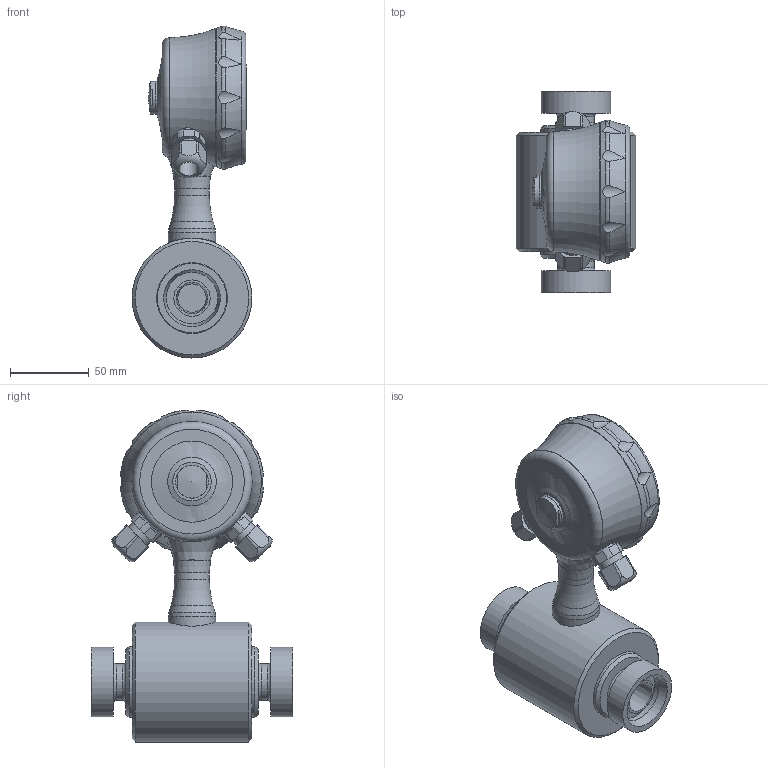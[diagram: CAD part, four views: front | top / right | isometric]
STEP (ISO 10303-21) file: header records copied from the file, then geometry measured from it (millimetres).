
FILE_DESCRIPTION( ( 'Unknown' ), '1' );
FILE_NAME( 'PF75H5xxxxxxx03x1E32xx2xxx0x0.stp', 'Unknown', ( 'Unknown' ), ( 'Unknown' ), 'PSStep 19.0.9', 'Unknown', ' ' );
FILE_SCHEMA( ( 'AUTOMOTIVE_DESIGN { 1 0 10303 214 1 1 1 1 }' ) );
Length unit declared in the file: millimetre
Products named in the file (1): Unterteil_PF75H_DIN_11851_DN20
Bounding box: 76.1 x 128 x 210.87 mm (x, y, z)
Volume: 699069.3 mm3; surface area: 86537.3 mm2
Topology: 1 solids, 16 shells, 522 faces, 1358 edges, 894 vertices
Faces by surface type: plane 264, cylinder 149, torus 41, cone 35, bspline 21, extrusion 4, revolution 4, sphere 4
Full cylindrical faces by diameter (mm): 3 x1, 3.459 x2, 12 x2, 16 x4, 16.691 x2, 18 x2, 20.8 x1, 21 x1, 22 x1, 23 x4, 23.5 x1, 30 x1, 32.8 x2, 44 x2, 45 x2, 76.1 x1, 81.2 x1, 83.7 x1, 88 x1
Entity records: 23255 total; most frequent: CARTESIAN_POINT 7032, ORIENTED_EDGE 2492, DIRECTION 2368, EDGE_CURVE 1246, AXIS2_PLACEMENT_3D 887, VERTEX_POINT 858, EDGE_LOOP 635, VECTOR 590
